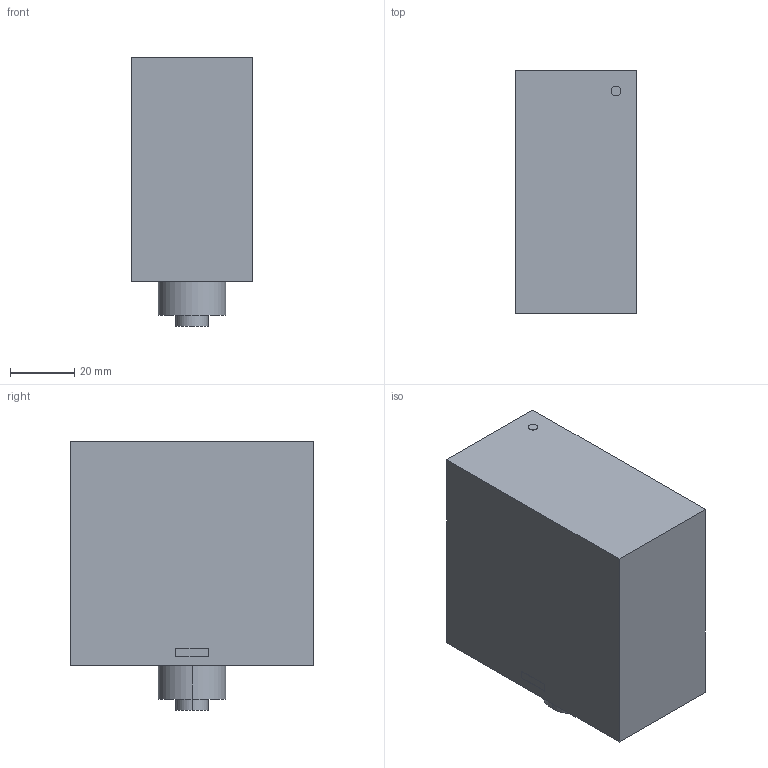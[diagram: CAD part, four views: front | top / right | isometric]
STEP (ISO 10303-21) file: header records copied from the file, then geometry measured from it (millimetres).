
FILE_DESCRIPTION((''),'2;1');
FILE_NAME('3d_31LV1E24.stp','2012-10-03T09:31:57',(''),(''),'Mechanical Desktop 2011','Mechanical Desktop 2011',', , ');
FILE_SCHEMA(('CONFIG_CONTROL_DESIGN'));
Length unit declared in the file: millimetre
Products named in the file (1): Product
Bounding box: 38 x 76 x 84 mm (x, y, z)
Volume: 206890.6 mm3; surface area: 23724.3 mm2
Topology: 3 solids, 3 shells, 27 faces, 56 edges, 38 vertices
Faces by surface type: plane 21, cylinder 6
Entity records: 811 total; most frequent: DIRECTION 126, CARTESIAN_POINT 122, ORIENTED_EDGE 112, EDGE_CURVE 56, AXIS2_PLACEMENT_3D 42, VECTOR 42, LINE 42, VERTEX_POINT 38
